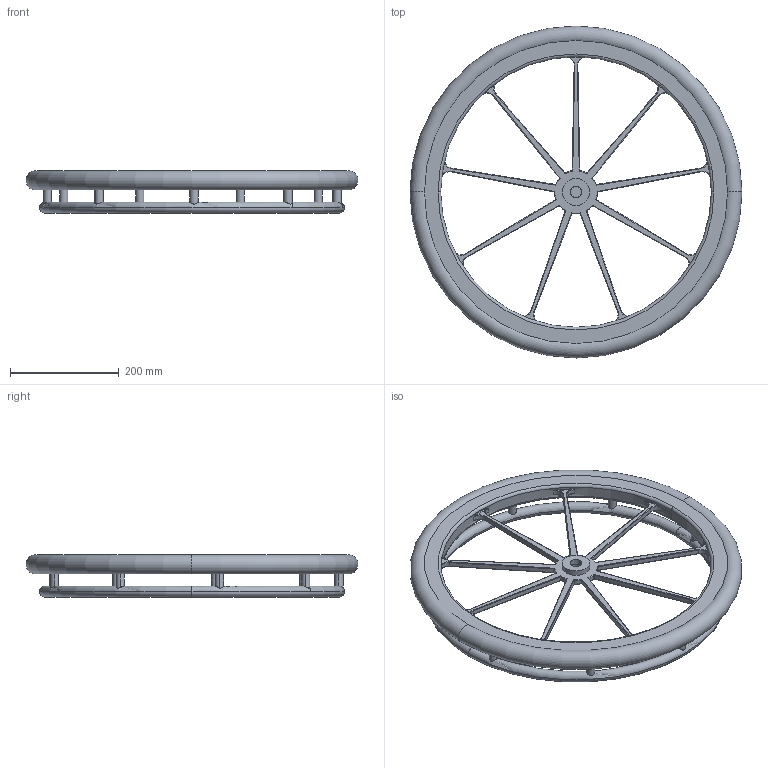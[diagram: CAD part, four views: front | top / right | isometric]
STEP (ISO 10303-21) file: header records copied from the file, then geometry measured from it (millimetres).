
FILE_DESCRIPTION (( 'STEP AP214' ), '1' );
FILE_NAME ('m4wheel.STEP', '2022-08-10T02:28:51', ( '' ), ( '' ), 'SwSTEP 2.0', 'SolidWorks 2022', '' );
FILE_SCHEMA (( 'AUTOMOTIVE_DESIGN' ));
Length unit declared in the file: centimetre
Products named in the file (1): m4wheel
Bounding box: 609.88 x 609.88 x 77.49 mm (x, y, z)
Volume: 3754563.9 mm3; surface area: 478387.4 mm2
Topology: 1 solids, 1 shells, 311 faces, 772 edges, 388 vertices
Faces by surface type: cylinder 117, torus 96, bspline 72, plane 26
Entity records: 13389 total; most frequent: CARTESIAN_POINT 6156, ORIENTED_EDGE 1400, DIRECTION 1368, EDGE_CURVE 700, AXIS2_PLACEMENT_3D 594, VERTEX_POINT 388, CIRCLE 354, EDGE_LOOP 344
